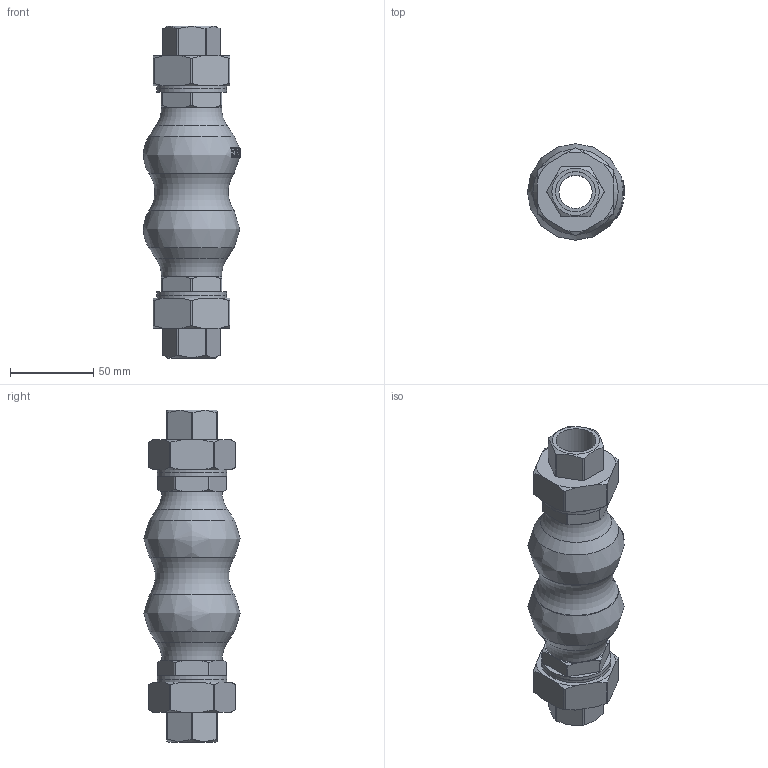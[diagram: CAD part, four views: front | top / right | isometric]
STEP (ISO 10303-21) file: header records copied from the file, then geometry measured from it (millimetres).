
FILE_DESCRIPTION(/* description */ (''),/* implementation_level */ '2;1');
FILE_NAME(/* name */ 'DN20_3D_STEP.stp',/* time_stamp */ '2025-04-17T15:52:38+03:00',/* author */ ('igorr'),/* organization */ (''),/* preprocessor_version */ 'ST-DEVELOPER v20',/* originating_system */ 'Autodesk Inventor 2025',/* authorisation */ '');
FILE_SCHEMA (('AUTOMOTIVE_DESIGN { 1 0 10303 214 3 1 1 }'));
Length unit declared in the file: millimetre
Products named in the file (1): Деталь1
Bounding box: 58.45 x 58.05 x 200 mm (x, y, z)
Volume: 253655.2 mm3; surface area: 47161.8 mm2
Topology: 1 solids, 1 shells, 209 faces, 562 edges, 374 vertices
Faces by surface type: plane 87, cone 44, cylinder 43, bspline 32, torus 3
Full cylindrical faces by diameter (mm): 20 x1, 24.119 x2, 42.119 x4
Entity records: 7848 total; most frequent: CARTESIAN_POINT 2801, ORIENTED_EDGE 1124, DIRECTION 837, EDGE_CURVE 562, VERTEX_POINT 374, AXIS2_PLACEMENT_3D 315, EDGE_LOOP 230, STYLED_ITEM 210
